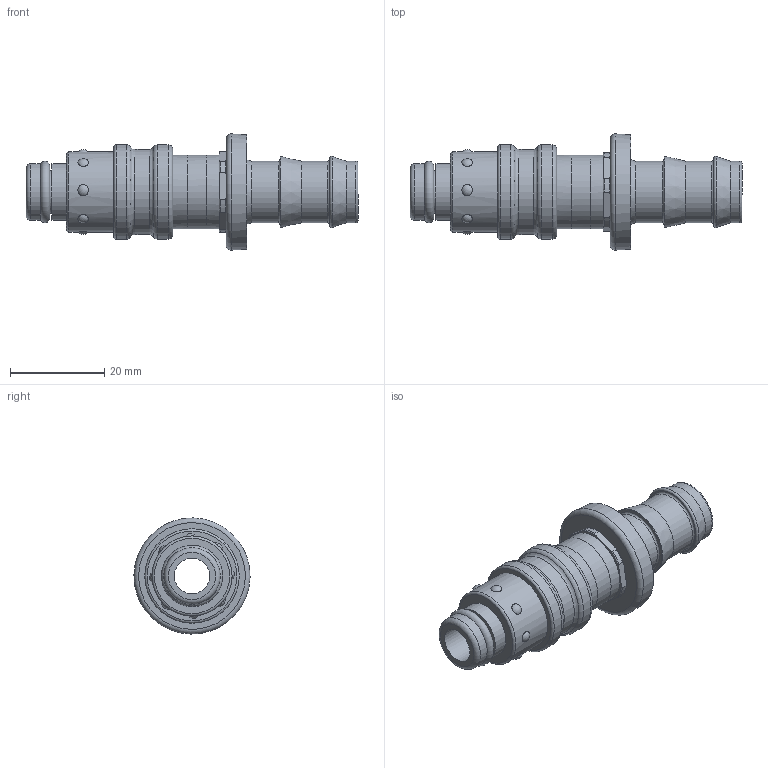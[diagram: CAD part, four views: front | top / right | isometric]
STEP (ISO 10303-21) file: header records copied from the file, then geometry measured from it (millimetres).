
FILE_DESCRIPTION(/* description */ (''),/* implementation_level */ '2;1');
FILE_NAME(/* name */ 'ESR 13 T-RO.stp',/* time_stamp */ '2025-02-06T12:50:49+01:00',/* author */ ('ertl'),/* organization */ (''),/* preprocessor_version */ 'ST-DEVELOPER v20',/* originating_system */ 'Autodesk Inventor 2025',/* authorisation */ '0 mm^3');
FILE_SCHEMA (('AUTOMOTIVE_DESIGN { 1 0 10303 214 3 1 1 }'));
Length unit declared in the file: millimetre
Products named in the file (1): ESR 13 T-RO_Vereinfachen_1
Bounding box: 70.3 x 24.59 x 24.59 mm (x, y, z)
Volume: 10606.4 mm3; surface area: 6916.1 mm2
Topology: 2 solids, 2 shells, 85 faces, 191 edges, 128 vertices
Faces by surface type: torus 29, cylinder 23, plane 21, sphere 8, cone 4
Full cylindrical faces by diameter (mm): 7.5 x1, 9 x2, 11.95 x2, 13.08 x3, 14.35 x1, 15.6 x3, 16.95 x1, 18 x1, 20 x2, 22.2 x1
Entity records: 3071 total; most frequent: CARTESIAN_POINT 939, DIRECTION 440, ORIENTED_EDGE 382, AXIS2_PLACEMENT_3D 197, EDGE_CURVE 191, VERTEX_POINT 128, CIRCLE 111, EDGE_LOOP 107
